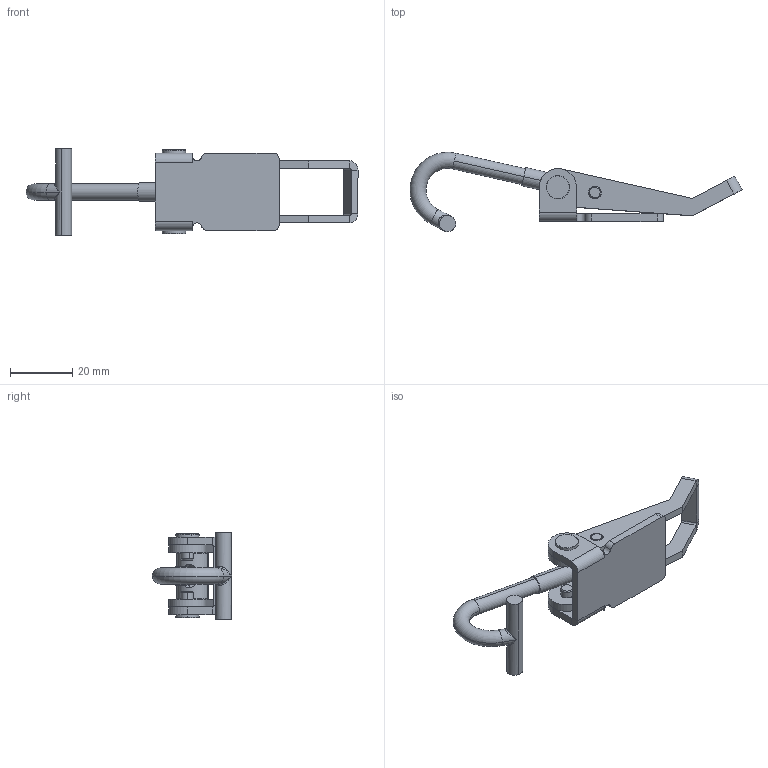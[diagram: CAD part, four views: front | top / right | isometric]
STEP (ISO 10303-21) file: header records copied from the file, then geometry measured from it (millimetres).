
FILE_DESCRIPTION (( 'STEP AP214' ), '1' );
FILE_NAME ('540801 - BT SA Stainless.STEP', '2017-02-07T07:51:47', ( '' ), ( '' ), 'SwSTEP 2.0', 'SolidWorks 2015', '' );
FILE_SCHEMA (( 'AUTOMOTIVE_DESIGN' ));
Length unit declared in the file: millimetre
Products named in the file (6): 702 - B鐱d T-skruv M6; 702 - Rulle; 702 - Ansatsnit; 702 - Bygel; 702 - Platta SA; 540801 - BT SA Stainless
Assembly tree (6 placements, depth 2):
  540801 - BT SA Stainless
    702 - Platta SA
    702 - Bygel
    702 - Ansatsnit  x2
    702 - Rulle
    702 - B鐱d T-skruv M6
Bounding box: 107.06 x 25.57 x 28 mm (x, y, z)
Volume: 9810 mm3; surface area: 9294.3 mm2
Topology: 6 solids, 6 shells, 135 faces, 298 edges, 178 vertices
Faces by surface type: cylinder 59, plane 56, cone 12, torus 6, bspline 2
Entity records: 3876 total; most frequent: CARTESIAN_POINT 850, DIRECTION 632, ORIENTED_EDGE 536, EDGE_CURVE 268, AXIS2_PLACEMENT_3D 246, VERTEX_POINT 162, LINE 140, EDGE_LOOP 140
